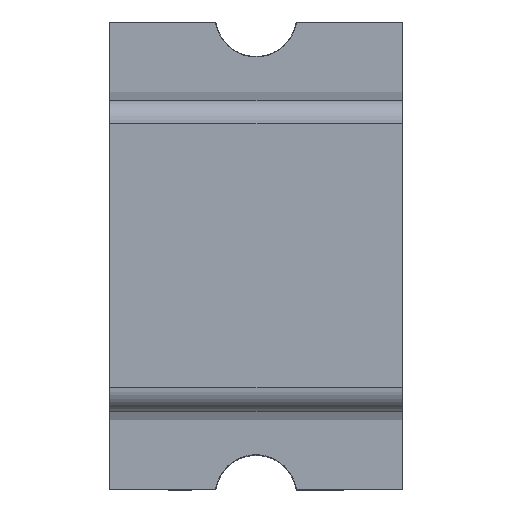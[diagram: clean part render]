
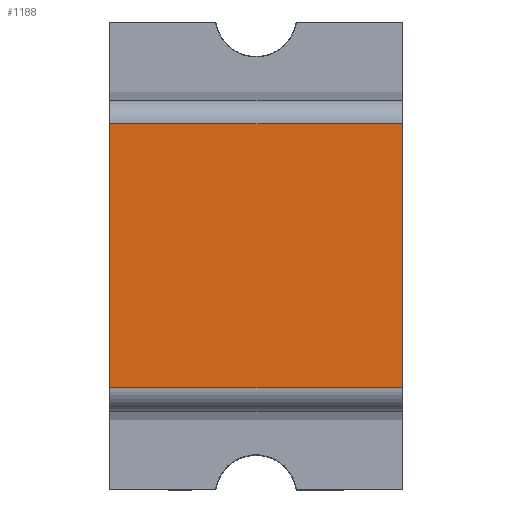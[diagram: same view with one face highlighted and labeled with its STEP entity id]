
A CAD part, top view. The second image highlights one B-rep face of the part: STEP entity #1188.
In plain terms, the highlighted planar face has unit normal (0, 0, 1).
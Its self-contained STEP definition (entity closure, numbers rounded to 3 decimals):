
#53 = CARTESIAN_POINT ( 'NONE',  ( 0.625, 0.565, 0.5 ) ) ;
#424 = CARTESIAN_POINT ( 'NONE',  ( 0.625, 0.565, 0.5 ) ) ;
#550 = EDGE_CURVE ( 'NONE', #927, #837, #1225, .T. ) ;
#569 = AXIS2_PLACEMENT_3D ( 'NONE', #53, #701, #698 ) ;
#689 = DIRECTION ( 'NONE',  ( -1., 0., 0. ) ) ;
#698 = DIRECTION ( 'NONE',  ( -1., 0., 0. ) ) ;
#701 = DIRECTION ( 'NONE',  ( 0., 0., -1. ) ) ;
#834 = VERTEX_POINT ( 'NONE', #1295 ) ;
#837 = VERTEX_POINT ( 'NONE', #1307 ) ;
#896 = VECTOR ( 'NONE', #2377, 1000. ) ;
#927 = VERTEX_POINT ( 'NONE', #424 ) ;
#944 = EDGE_LOOP ( 'NONE', ( #2316, #2441, #1648, #2462 ) ) ;
#1035 = FACE_OUTER_BOUND ( 'NONE', #944, .T. ) ;
#1040 = CARTESIAN_POINT ( 'NONE',  ( -0.625, 0.565, 0.5 ) ) ;
#1066 = CARTESIAN_POINT ( 'NONE',  ( 0.625, 0.565, 0.5 ) ) ;
#1092 = CARTESIAN_POINT ( 'NONE',  ( 0.625, -0.565, 0.5 ) ) ;
#1136 = EDGE_CURVE ( 'NONE', #927, #2051, #1806, .T. ) ;
#1188 = ADVANCED_FACE ( 'NONE', ( #1035 ), #1434, .F. ) ;
#1225 = LINE ( 'NONE', #1066, #2305 ) ;
#1295 = CARTESIAN_POINT ( 'NONE',  ( -0.625, -0.565, 0.5 ) ) ;
#1307 = CARTESIAN_POINT ( 'NONE',  ( 0.625, -0.565, 0.5 ) ) ;
#1308 = VECTOR ( 'NONE', #1370, 1000. ) ;
#1322 = LINE ( 'NONE', #1092, #1730 ) ;
#1370 = DIRECTION ( 'NONE',  ( -1., 0., 0. ) ) ;
#1429 = EDGE_CURVE ( 'NONE', #2051, #834, #1737, .T. ) ;
#1434 = PLANE ( 'NONE',  #569 ) ;
#1648 = ORIENTED_EDGE ( 'NONE', *, *, #550, .F. ) ;
#1730 = VECTOR ( 'NONE', #689, 1000. ) ;
#1737 = LINE ( 'NONE', #1040, #896 ) ;
#1806 = LINE ( 'NONE', #2471, #1308 ) ;
#1858 = EDGE_CURVE ( 'NONE', #837, #834, #1322, .T. ) ;
#2030 = DIRECTION ( 'NONE',  ( 0., -1., 0. ) ) ;
#2051 = VERTEX_POINT ( 'NONE', #2272 ) ;
#2272 = CARTESIAN_POINT ( 'NONE',  ( -0.625, 0.565, 0.5 ) ) ;
#2305 = VECTOR ( 'NONE', #2030, 1000. ) ;
#2316 = ORIENTED_EDGE ( 'NONE', *, *, #1429, .T. ) ;
#2377 = DIRECTION ( 'NONE',  ( 0., -1., 0. ) ) ;
#2441 = ORIENTED_EDGE ( 'NONE', *, *, #1858, .F. ) ;
#2462 = ORIENTED_EDGE ( 'NONE', *, *, #1136, .T. ) ;
#2471 = CARTESIAN_POINT ( 'NONE',  ( 0.625, 0.565, 0.5 ) ) ;
